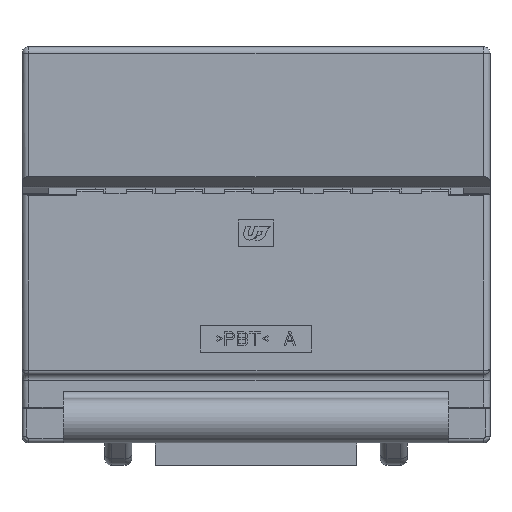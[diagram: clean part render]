
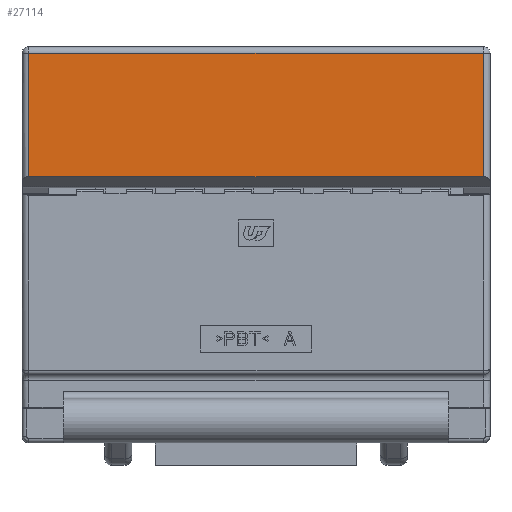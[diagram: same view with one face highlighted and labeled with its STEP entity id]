
A CAD part, front view. The second image highlights one B-rep face of the part: STEP entity #27114.
In plain terms, the highlighted planar face has unit normal (0, -1, 0).
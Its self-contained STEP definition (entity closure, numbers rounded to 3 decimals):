
#9900=CARTESIAN_POINT('',(-10.15,-2.2,-5.8));
#9910=CARTESIAN_POINT('',(10.15,-2.2,-5.8));
#9912=DIRECTION('',(0.,0.,-1.));
#9913=VECTOR('',#9912,5.5);
#9914=CARTESIAN_POINT('',(10.15,-2.2,-0.3));
#9915=LINE('',#9914,#9913);
#9916=DIRECTION('',(1.,0.,0.));
#9917=VECTOR('',#9916,20.3);
#9918=CARTESIAN_POINT('',(-10.15,-2.2,-5.8));
#9919=LINE('',#9918,#9917);
#9920=DIRECTION('',(0.,0.,-1.));
#9921=VECTOR('',#9920,5.5);
#9922=CARTESIAN_POINT('',(-10.15,-2.2,-0.3));
#9923=LINE('',#9922,#9921);
#9924=DIRECTION('',(1.,0.,0.));
#9925=VECTOR('',#9924,20.3);
#9926=CARTESIAN_POINT('',(-10.15,-2.2,-0.3));
#9927=LINE('',#9926,#9925);
#10709=VERTEX_POINT('',#9910);
#10710=CARTESIAN_POINT('',(10.15,-2.2,-0.3));
#10711=VERTEX_POINT('',#10710);
#10718=CARTESIAN_POINT('',(-10.15,-2.2,-0.3));
#10719=VERTEX_POINT('',#10718);
#10720=VERTEX_POINT('',#9900);
#27101=CARTESIAN_POINT('',(-10.45,-2.2,0.));
#27102=DIRECTION('',(0.,-1.,0.));
#27103=DIRECTION('',(1.,0.,0.));
#27104=AXIS2_PLACEMENT_3D('',#27101,#27102,#27103);
#27105=PLANE('',#27104);
#27107=ORIENTED_EDGE('',*,*,#27106,.T.);
#27108=ORIENTED_EDGE('',*,*,#27081,.F.);
#27109=ORIENTED_EDGE('',*,*,#27067,.F.);
#27111=ORIENTED_EDGE('',*,*,#27110,.T.);
#27112=EDGE_LOOP('',(#27107,#27108,#27109,#27111));
#27113=FACE_OUTER_BOUND('',#27112,.F.);
#27114=ADVANCED_FACE('',(#27113),#27105,.T.);
#27067=EDGE_CURVE('',#10719,#10720,#9923,.T.);
#27081=EDGE_CURVE('',#10720,#10709,#9919,.T.);
#27106=EDGE_CURVE('',#10711,#10709,#9915,.T.);
#27110=EDGE_CURVE('',#10719,#10711,#9927,.T.);
